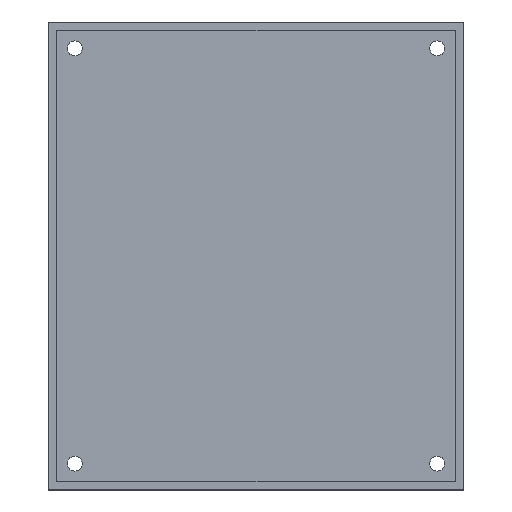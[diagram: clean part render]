
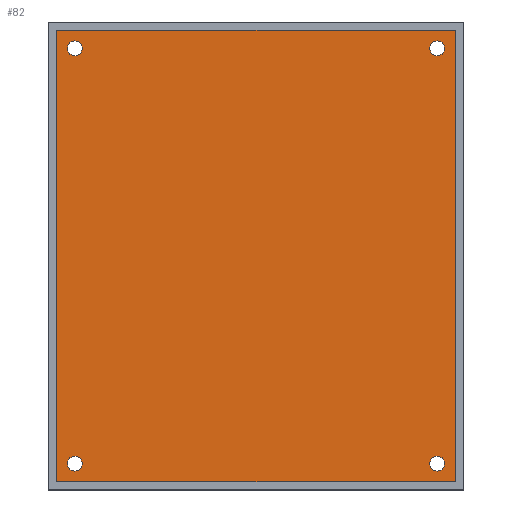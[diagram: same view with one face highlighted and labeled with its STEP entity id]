
A CAD part, top view. The second image highlights one B-rep face of the part: STEP entity #82.
In plain terms, the highlighted planar face has unit normal (0, 0, 1).
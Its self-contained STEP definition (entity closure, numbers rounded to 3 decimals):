
#52=FACE_BOUND('',#134,.T.);
#53=FACE_BOUND('',#135,.T.);
#54=FACE_BOUND('',#136,.T.);
#55=FACE_BOUND('',#137,.T.);
#56=FACE_BOUND('',#138,.T.);
#73=CIRCLE('',#405,2.25);
#74=CIRCLE('',#406,2.25);
#75=CIRCLE('',#407,2.25);
#76=CIRCLE('',#408,2.25);
#82=ADVANCED_FACE('',(#52,#53,#54,#55,#56),#102,.F.);
#102=PLANE('',#409);
#134=EDGE_LOOP('',(#183));
#135=EDGE_LOOP('',(#184));
#136=EDGE_LOOP('',(#185));
#137=EDGE_LOOP('',(#186));
#138=EDGE_LOOP('',(#187,#188,#189,#190));
#183=ORIENTED_EDGE('',*,*,#295,.F.);
#184=ORIENTED_EDGE('',*,*,#296,.F.);
#185=ORIENTED_EDGE('',*,*,#297,.F.);
#186=ORIENTED_EDGE('',*,*,#298,.F.);
#187=ORIENTED_EDGE('',*,*,#279,.F.);
#188=ORIENTED_EDGE('',*,*,#289,.F.);
#189=ORIENTED_EDGE('',*,*,#286,.F.);
#190=ORIENTED_EDGE('',*,*,#283,.F.);
#247=VERTEX_POINT('',#520);
#248=VERTEX_POINT('',#521);
#251=VERTEX_POINT('',#529);
#253=VERTEX_POINT('',#535);
#259=VERTEX_POINT('',#553);
#260=VERTEX_POINT('',#555);
#261=VERTEX_POINT('',#557);
#262=VERTEX_POINT('',#559);
#279=EDGE_CURVE('',#247,#248,#323,.T.);
#283=EDGE_CURVE('',#248,#251,#327,.T.);
#286=EDGE_CURVE('',#251,#253,#330,.T.);
#289=EDGE_CURVE('',#253,#247,#333,.T.);
#295=EDGE_CURVE('',#259,#259,#73,.T.);
#296=EDGE_CURVE('',#260,#260,#74,.T.);
#297=EDGE_CURVE('',#261,#261,#75,.T.);
#298=EDGE_CURVE('',#262,#262,#76,.T.);
#323=LINE('',#519,#359);
#327=LINE('',#528,#363);
#330=LINE('',#534,#366);
#333=LINE('',#540,#369);
#359=VECTOR('',#426,1.);
#363=VECTOR('',#432,1.);
#366=VECTOR('',#437,1.);
#369=VECTOR('',#442,1.);
#405=AXIS2_PLACEMENT_3D('',#552,#456,#457);
#406=AXIS2_PLACEMENT_3D('',#554,#458,#459);
#407=AXIS2_PLACEMENT_3D('',#556,#460,#461);
#408=AXIS2_PLACEMENT_3D('',#558,#462,#463);
#409=AXIS2_PLACEMENT_3D('',#560,#464,#465);
#426=DIRECTION('',(0.,1.,0.));
#432=DIRECTION('',(1.,0.,0.));
#437=DIRECTION('',(0.,-1.,0.));
#442=DIRECTION('',(-1.,0.,0.));
#456=DIRECTION('',(0.,0.,1.));
#457=DIRECTION('',(0.,1.,0.));
#458=DIRECTION('',(0.,0.,1.));
#459=DIRECTION('',(0.,1.,0.));
#460=DIRECTION('',(0.,0.,1.));
#461=DIRECTION('',(0.,1.,0.));
#462=DIRECTION('',(0.,0.,1.));
#463=DIRECTION('',(0.,1.,0.));
#464=DIRECTION('',(0.,0.,-1.));
#465=DIRECTION('',(-1.,0.,0.));
#519=CARTESIAN_POINT('',(-123.,-3.,0.));
#520=CARTESIAN_POINT('',(-123.,-3.,0.));
#521=CARTESIAN_POINT('',(-123.,139.,0.));
#528=CARTESIAN_POINT('',(-123.,139.,0.));
#529=CARTESIAN_POINT('',(3.,139.,0.));
#534=CARTESIAN_POINT('',(3.,139.,0.));
#535=CARTESIAN_POINT('',(3.,-3.,0.));
#540=CARTESIAN_POINT('',(3.,-3.,0.));
#552=CARTESIAN_POINT('',(-5.,5.,0.));
#553=CARTESIAN_POINT('',(-5.,7.25,0.));
#554=CARTESIAN_POINT('',(-115.,131.,0.));
#555=CARTESIAN_POINT('',(-115.,133.25,0.));
#556=CARTESIAN_POINT('',(-115.,5.,0.));
#557=CARTESIAN_POINT('',(-115.,7.25,0.));
#558=CARTESIAN_POINT('',(-5.,131.,0.));
#559=CARTESIAN_POINT('',(-5.,133.25,0.));
#560=CARTESIAN_POINT('',(0.,0.,0.));
